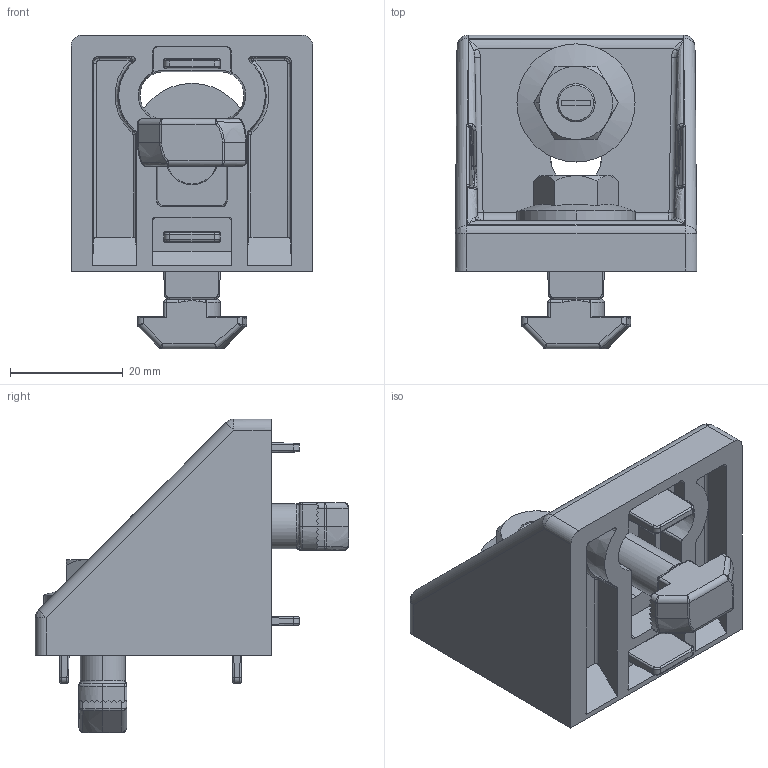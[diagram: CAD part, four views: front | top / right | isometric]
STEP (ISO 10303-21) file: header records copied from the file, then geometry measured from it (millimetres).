
FILE_DESCRIPTION (( 'STEP AP203' ), '1' );
FILE_NAME ('093w422n10s01.STEP', '2014-02-10T15:56:03', ( 'Fath' ), ( 'Hewlett-Packard Company' ), 'SwSTEP 2.0', 'SolidWorks 2014', '' );
FILE_SCHEMA (( 'CONFIG_CONTROL_DESIGN' ));
Length unit declared in the file: millimetre
Products named in the file (1): 093w422n10s01
Bounding box: 43 x 55.8 x 55.8 mm (x, y, z)
Surface area: 17424.8 mm2 (no closed solid volume)
Topology: 0 solids, 6 shells, 599 faces, 1533 edges, 931 vertices
Faces by surface type: plane 214, cylinder 179, bspline 170, cone 36
Entity records: 22872 total; most frequent: CARTESIAN_POINT 10165, ORIENTED_EDGE 3004, DIRECTION 2160, EDGE_CURVE 1505, VERTEX_POINT 931, AXIS2_PLACEMENT_3D 757, VECTOR 646, LINE 646
